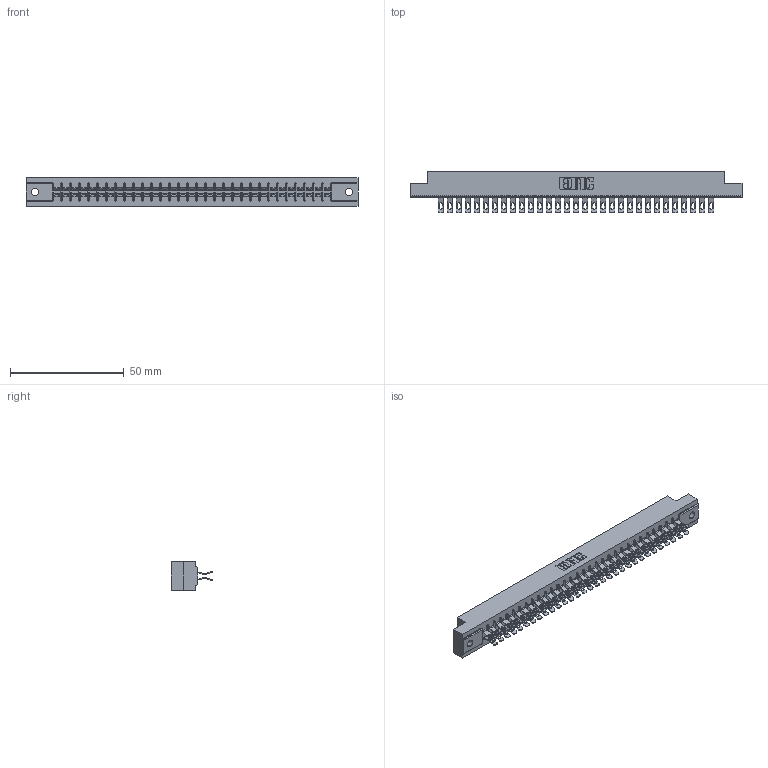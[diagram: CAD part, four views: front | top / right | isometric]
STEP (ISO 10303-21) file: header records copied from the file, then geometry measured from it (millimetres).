
FILE_DESCRIPTION (( 'STEP AP203' ), '1' );
FILE_NAME ('355-062-555-202.STEP', '2019-09-12T14:31:20', ( '' ), ( '' ), 'SwSTEP 2.0', 'SolidWorks 2016', '' );
FILE_SCHEMA (( 'CONFIG_CONTROL_DESIGN' ));
Length unit declared in the file: inch
Products named in the file (3): 355-062-555-202; 305 Part_.128 Dia; 305-290-001_555
Assembly tree (63 placements, depth 2):
  355-062-555-202
    305 Part_.128 Dia
    305-290-001_555  x62
Bounding box: 145.85 x 18.41 x 12.7 mm (x, y, z)
Volume: 15291.3 mm3; surface area: 20106.3 mm2
Topology: 63 solids, 63 shells, 4208 faces, 12561 edges, 8206 vertices
Faces by surface type: plane 2052, cylinder 2032, sphere 124
Entity records: 35530 total; most frequent: CARTESIAN_POINT 5897, ORIENTED_EDGE 5842, DIRECTION 5707, EDGE_CURVE 2921, LINE 2331, VECTOR 2331, VERTEX_POINT 1862, AXIS2_PLACEMENT_3D 1688
